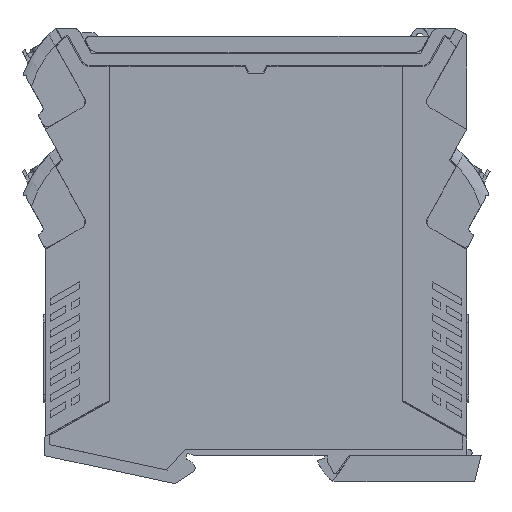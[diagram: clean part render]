
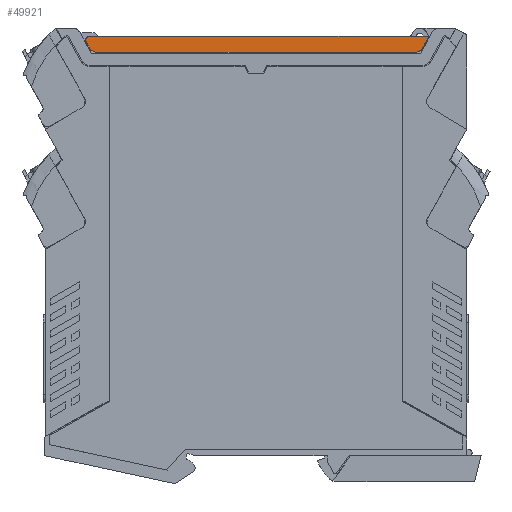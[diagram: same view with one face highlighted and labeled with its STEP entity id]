
A CAD part, left-side view. The second image highlights one B-rep face of the part: STEP entity #49921.
In plain terms, the highlighted planar face has unit normal (-1, 0, 0).
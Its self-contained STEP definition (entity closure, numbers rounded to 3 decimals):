
#48679=AXIS2_PLACEMENT_3D('Circle Axis2P3D',#48677,#48678,$) ;
#49854=AXIS2_PLACEMENT_3D('Plane Axis2P3D',#49851,#49852,#49853) ;
#49858=AXIS2_PLACEMENT_3D('Circle Axis2P3D',#49856,#49857,$) ;
#49872=AXIS2_PLACEMENT_3D('Circle Axis2P3D',#49870,#49871,$) ;
#49886=AXIS2_PLACEMENT_3D('Circle Axis2P3D',#49884,#49885,$) ;
#49893=AXIS2_PLACEMENT_3D('Circle Axis2P3D',#49891,#49892,$) ;
#48623=CARTESIAN_POINT('Vertex',(0.,100.205,112.024)) ;
#48674=CARTESIAN_POINT('Vertex',(0.,101.205,111.024)) ;
#48677=CARTESIAN_POINT('Axis2P3D Location',(0.,100.205,111.024)) ;
#49851=CARTESIAN_POINT('Axis2P3D Location',(0.,58.605,112.024)) ;
#49856=CARTESIAN_POINT('Axis2P3D Location',(0.,100.205,111.024)) ;
#49860=CARTESIAN_POINT('Vertex',(0.,101.078,110.535)) ;
#49863=CARTESIAN_POINT('Line Origine',(0.,100.661,109.791)) ;
#49867=CARTESIAN_POINT('Vertex',(0.,100.244,109.047)) ;
#49870=CARTESIAN_POINT('Axis2P3D Location',(0.,98.499,110.024)) ;
#49874=CARTESIAN_POINT('Vertex',(0.,98.499,108.024)) ;
#49877=CARTESIAN_POINT('Line Origine',(0.,58.59,108.024)) ;
#49881=CARTESIAN_POINT('Vertex',(0.,18.68,108.024)) ;
#49884=CARTESIAN_POINT('Axis2P3D Location',(0.,18.68,110.024)) ;
#49888=CARTESIAN_POINT('Vertex',(0.,17.536,108.384)) ;
#49891=CARTESIAN_POINT('Axis2P3D Location',(0.,18.68,110.024)) ;
#49895=CARTESIAN_POINT('Vertex',(0.,16.935,109.047)) ;
#49898=CARTESIAN_POINT('Line Origine',(0.,16.102,110.535)) ;
#49902=CARTESIAN_POINT('Vertex',(0.,15.268,112.024)) ;
#49905=CARTESIAN_POINT('Line Origine',(0.,57.737,112.024)) ;
#48678=DIRECTION('Axis2P3D Direction',(-1.,0.,0.)) ;
#49852=DIRECTION('Axis2P3D Direction',(-1.,0.,0.)) ;
#49853=DIRECTION('Axis2P3D XDirection',(0.,0.,-1.)) ;
#49857=DIRECTION('Axis2P3D Direction',(-1.,0.,0.)) ;
#49864=DIRECTION('Vector Direction',(0.,0.489,0.872)) ;
#49871=DIRECTION('Axis2P3D Direction',(-1.,0.,0.)) ;
#49878=DIRECTION('Vector Direction',(0.,-1.,0.)) ;
#49885=DIRECTION('Axis2P3D Direction',(-1.,0.,0.)) ;
#49892=DIRECTION('Axis2P3D Direction',(-1.,0.,0.)) ;
#49899=DIRECTION('Vector Direction',(0.,-0.489,0.872)) ;
#49906=DIRECTION('Vector Direction',(0.,1.,0.)) ;
#49865=VECTOR('Line Direction',#49864,1.) ;
#49879=VECTOR('Line Direction',#49878,1.) ;
#49900=VECTOR('Line Direction',#49899,1.) ;
#49907=VECTOR('Line Direction',#49906,1.) ;
#49911=ORIENTED_EDGE('',*,*,#48681,.T.) ;
#49912=ORIENTED_EDGE('',*,*,#49862,.T.) ;
#49913=ORIENTED_EDGE('',*,*,#49869,.T.) ;
#49914=ORIENTED_EDGE('',*,*,#49876,.T.) ;
#49915=ORIENTED_EDGE('',*,*,#49883,.T.) ;
#49916=ORIENTED_EDGE('',*,*,#49890,.T.) ;
#49917=ORIENTED_EDGE('',*,*,#49897,.T.) ;
#49918=ORIENTED_EDGE('',*,*,#49904,.T.) ;
#49919=ORIENTED_EDGE('',*,*,#49909,.T.) ;
#49921=ADVANCED_FACE('COVER',(#49920),#49855,.T.) ;
#48680=CIRCLE('generated circle',#48679,1.) ;
#49859=CIRCLE('generated circle',#49858,1.) ;
#49873=CIRCLE('generated circle',#49872,2.) ;
#49887=CIRCLE('generated circle',#49886,2.) ;
#49894=CIRCLE('generated circle',#49893,2.) ;
#48681=EDGE_CURVE('',#48624,#48675,#48680,.T.) ;
#49862=EDGE_CURVE('',#48675,#49861,#49859,.T.) ;
#49869=EDGE_CURVE('',#49861,#49868,#49866,.F.) ;
#49876=EDGE_CURVE('',#49868,#49875,#49873,.T.) ;
#49883=EDGE_CURVE('',#49875,#49882,#49880,.T.) ;
#49890=EDGE_CURVE('',#49882,#49889,#49887,.T.) ;
#49897=EDGE_CURVE('',#49889,#49896,#49894,.T.) ;
#49904=EDGE_CURVE('',#49896,#49903,#49901,.T.) ;
#49909=EDGE_CURVE('',#49903,#48624,#49908,.T.) ;
#49910=EDGE_LOOP('',(#49911,#49912,#49913,#49914,#49915,#49916,#49917,#49918,#49919)) ;
#49920=FACE_OUTER_BOUND('',#49910,.T.) ;
#49866=LINE('Line',#49863,#49865) ;
#49880=LINE('Line',#49877,#49879) ;
#49901=LINE('Line',#49898,#49900) ;
#49908=LINE('Line',#49905,#49907) ;
#49855=PLANE('',#49854) ;
#48624=VERTEX_POINT('',#48623) ;
#48675=VERTEX_POINT('',#48674) ;
#49861=VERTEX_POINT('',#49860) ;
#49868=VERTEX_POINT('',#49867) ;
#49875=VERTEX_POINT('',#49874) ;
#49882=VERTEX_POINT('',#49881) ;
#49889=VERTEX_POINT('',#49888) ;
#49896=VERTEX_POINT('',#49895) ;
#49903=VERTEX_POINT('',#49902) ;
